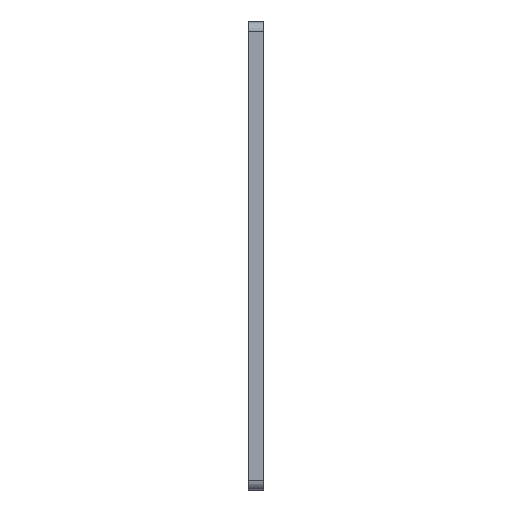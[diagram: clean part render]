
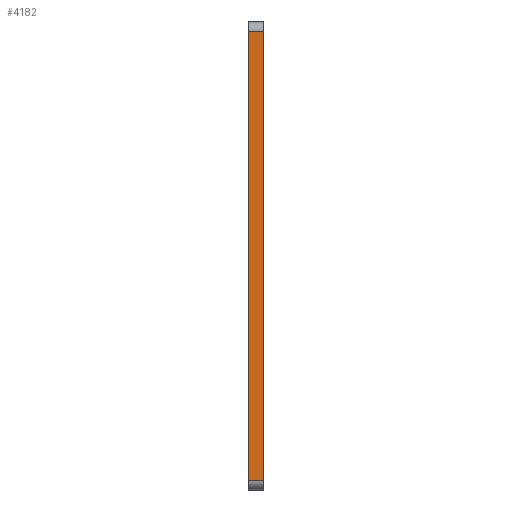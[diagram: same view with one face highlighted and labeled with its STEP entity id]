
A CAD part, left-side view. The second image highlights one B-rep face of the part: STEP entity #4182.
In plain terms, the highlighted planar face has unit normal (-1, 0, 0).
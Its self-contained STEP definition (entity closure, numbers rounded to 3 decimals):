
#110 = CARTESIAN_POINT ( 'NONE',  ( -168., 0., -142.2 ) ) ;
#838 = CARTESIAN_POINT ( 'NONE',  ( -168., 10., -142.2 ) ) ;
#1111 = DIRECTION ( 'NONE',  ( 1., 0., 0. ) ) ;
#1515 = LINE ( 'NONE', #3205, #2523 ) ;
#1783 = VERTEX_POINT ( 'NONE', #838 ) ;
#1930 = FACE_OUTER_BOUND ( 'NONE', #5223, .T. ) ;
#2287 = CARTESIAN_POINT ( 'NONE',  ( -168., 0., 142.2 ) ) ;
#2312 = VECTOR ( 'NONE', #4688, 1000. ) ;
#2523 = VECTOR ( 'NONE', #3873, 1000. ) ;
#2753 = CARTESIAN_POINT ( 'NONE',  ( -168., 10., 142.2 ) ) ;
#2828 = LINE ( 'NONE', #6277, #7388 ) ;
#2896 = VECTOR ( 'NONE', #7004, 1000. ) ;
#3205 = CARTESIAN_POINT ( 'NONE',  ( -168., 0., -142.2 ) ) ;
#3303 = LINE ( 'NONE', #3375, #2896 ) ;
#3375 = CARTESIAN_POINT ( 'NONE',  ( -168., 10., -142.2 ) ) ;
#3418 = ORIENTED_EDGE ( 'NONE', *, *, #4697, .T. ) ;
#3579 = VERTEX_POINT ( 'NONE', #2753 ) ;
#3873 = DIRECTION ( 'NONE',  ( 0., 0., 1. ) ) ;
#3920 = VERTEX_POINT ( 'NONE', #110 ) ;
#4028 = EDGE_CURVE ( 'NONE', #3579, #5455, #2828, .T. ) ;
#4080 = ORIENTED_EDGE ( 'NONE', *, *, #7602, .T. ) ;
#4177 = DIRECTION ( 'NONE',  ( 0., 0., -1. ) ) ;
#4182 = ADVANCED_FACE ( 'NONE', ( #1930 ), #5348, .F. ) ;
#4586 = ORIENTED_EDGE ( 'NONE', *, *, #5670, .F. ) ;
#4653 = AXIS2_PLACEMENT_3D ( 'NONE', #5527, #1111, #4177 ) ;
#4688 = DIRECTION ( 'NONE',  ( 0., -1., 0. ) ) ;
#4697 = EDGE_CURVE ( 'NONE', #3920, #5455, #1515, .T. ) ;
#4728 = CARTESIAN_POINT ( 'NONE',  ( -168., 10., -142.2 ) ) ;
#5215 = ORIENTED_EDGE ( 'NONE', *, *, #4028, .F. ) ;
#5223 = EDGE_LOOP ( 'NONE', ( #3418, #5215, #4586, #4080 ) ) ;
#5348 = PLANE ( 'NONE',  #4653 ) ;
#5353 = LINE ( 'NONE', #4728, #2312 ) ;
#5455 = VERTEX_POINT ( 'NONE', #2287 ) ;
#5527 = CARTESIAN_POINT ( 'NONE',  ( -168., 10., -142.2 ) ) ;
#5670 = EDGE_CURVE ( 'NONE', #1783, #3579, #3303, .T. ) ;
#5771 = DIRECTION ( 'NONE',  ( 0., -1., 0. ) ) ;
#6277 = CARTESIAN_POINT ( 'NONE',  ( -168., 10., 142.2 ) ) ;
#7004 = DIRECTION ( 'NONE',  ( 0., 0., 1. ) ) ;
#7388 = VECTOR ( 'NONE', #5771, 1000. ) ;
#7602 = EDGE_CURVE ( 'NONE', #1783, #3920, #5353, .T. ) ;
